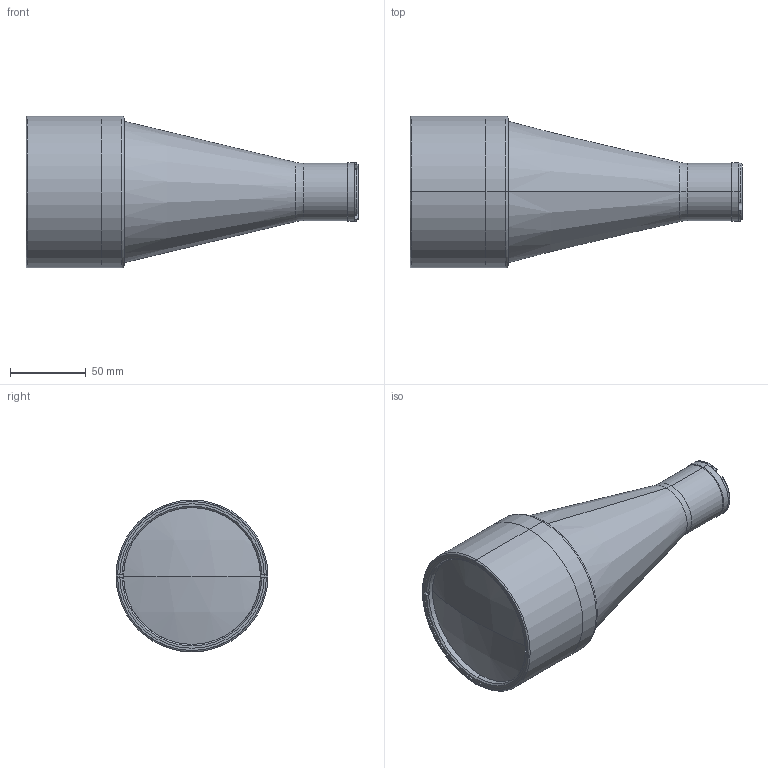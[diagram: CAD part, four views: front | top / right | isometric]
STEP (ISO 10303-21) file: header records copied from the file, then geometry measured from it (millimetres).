
FILE_DESCRIPTION (( 'STEP AP214' ), '1' );
FILE_NAME ('LTCL64.STEP', '2011-04-12T12:39:39', ( '--' ), ( '' ), 'SwSTEP 2.0', 'SolidWorks 2011', '' );
FILE_SCHEMA (( 'AUTOMOTIVE_DESIGN' ));
Length unit declared in the file: millimetre
Products named in the file (1): LTCL64
Bounding box: 218.44 x 100 x 100 mm (x, y, z)
Surface area: 71716.2 mm2 (no closed solid volume)
Topology: 0 solids, 9 shells, 108 faces, 327 edges, 230 vertices
Faces by surface type: cylinder 50, plane 37, cone 11, torus 8, sphere 2
Entity records: 4982 total; most frequent: DIRECTION 712, CARTESIAN_POINT 696, ORIENTED_EDGE 541, EDGE_CURVE 327, AXIS2_PLACEMENT_3D 286, VERTEX_POINT 230, CIRCLE 177, EDGE_LOOP 142
